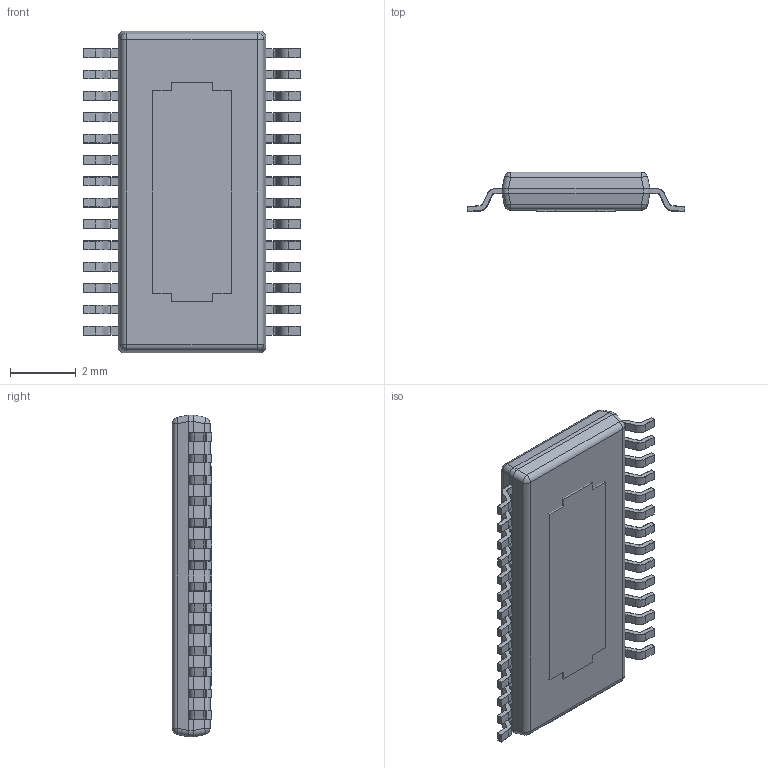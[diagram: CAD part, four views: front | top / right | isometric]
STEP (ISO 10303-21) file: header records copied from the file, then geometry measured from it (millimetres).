
FILE_DESCRIPTION (( 'STEP AP214' ), '1' );
FILE_NAME ('User Library-PWP (R-PDSO-G28).STEP', '2013-07-28T18:34:43', ( 'Windows User' ), ( '' ), 'SwSTEP 2.0', 'SolidWorks 2013', '' );
FILE_SCHEMA (( 'AUTOMOTIVE_DESIGN' ));
Length unit declared in the file: centimetre
Products named in the file (4): User Library-PWP (R-PDSO-G28)_PWP_THERM_PIN; User Library-PWP (R-PDSO-G28)_PWP_PIN; User Library-PWP (R-PDSO-G28)_PWP_Koerper; User Library-PWP (R-PDSO-G28)
Assembly tree (30 placements, depth 2):
  User Library-PWP (R-PDSO-G28)
    User Library-PWP (R-PDSO-G28)_PWP_Koerper
    User Library-PWP (R-PDSO-G28)_PWP_PIN  x28
    User Library-PWP (R-PDSO-G28)_PWP_THERM_PIN
Bounding box: 6.62 x 1.2 x 9.8 mm (x, y, z)
Volume: 52.1 mm3; surface area: 179.6 mm2
Topology: 30 solids, 30 shells, 1431 faces, 3190 edges, 1596 vertices
Faces by surface type: cylinder 694, bspline 428, plane 309
Entity records: 4757 total; most frequent: CARTESIAN_POINT 997, DIRECTION 516, ORIENTED_EDGE 478, EDGE_CURVE 239, AXIS2_PLACEMENT_3D 191, VERTEX_POINT 138, LINE 134, VECTOR 134
